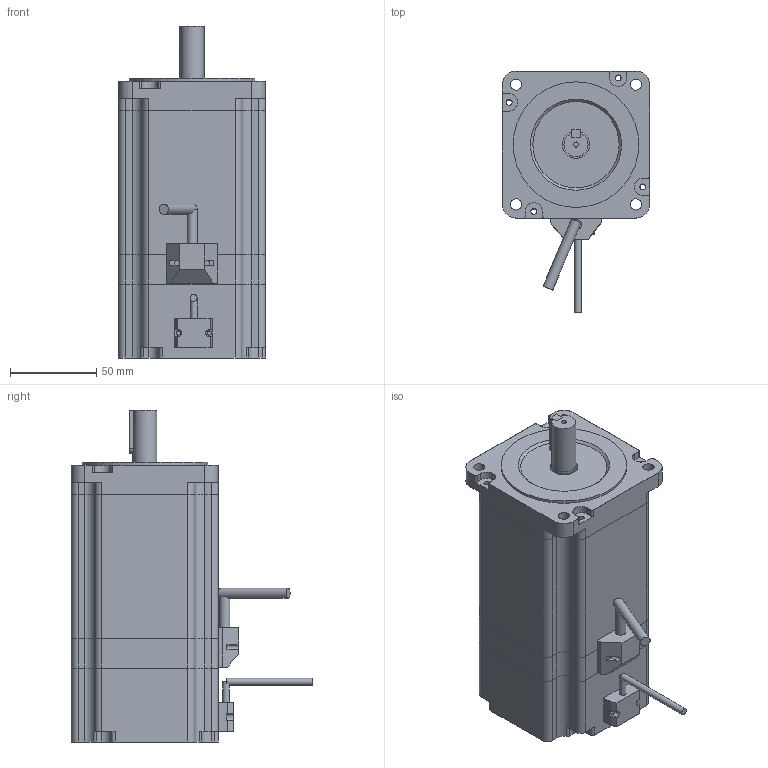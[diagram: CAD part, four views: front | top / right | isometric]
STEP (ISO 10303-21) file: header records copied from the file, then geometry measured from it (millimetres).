
FILE_DESCRIPTION(/* description */ (''),/* implementation_level */ '2;1');
FILE_NAME(/* name */ 'MP3-86HZ118.step',/* time_stamp */ '2021-07-28T13:10:19+08:00',/* author */ (''),/* organization */ (''),/* preprocessor_version */ 'ST-DEVELOPER v16',/* originating_system */ 'SIEMENS PLM Software NX 10.0',/* authorisation */ '');
FILE_SCHEMA (('AUTOMOTIVE_DESIGN { 1 0 10303 214 3 1 1 1 }'));
Length unit declared in the file: millimetre
Products named in the file (1): MP3-86HZ118
Bounding box: 85.5 x 140.43 x 193 mm (x, y, z)
Volume: 1069573.5 mm3; surface area: 145109.9 mm2
Topology: 16 solids, 16 shells, 314 faces, 829 edges, 558 vertices
Faces by surface type: plane 168, cylinder 145, cone 1
Full cylindrical faces by diameter (mm): 2.5 x2, 3 x4, 3.4 x16, 4 x2, 6 x6, 6.5 x8, 14 x5, 16 x3, 16.4 x1, 16.6 x1, 73 x1
Entity records: 9655 total; most frequent: DIRECTION 1686, CARTESIAN_POINT 1644, ORIENTED_EDGE 1520, EDGE_CURVE 760, AXIS2_PLACEMENT_3D 612, VERTEX_POINT 539, LINE 462, VECTOR 462
